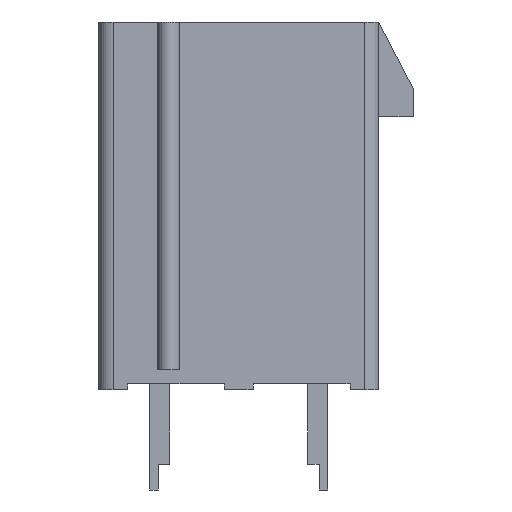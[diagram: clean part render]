
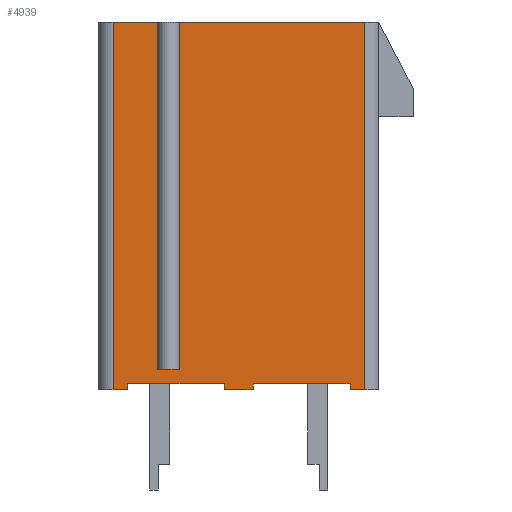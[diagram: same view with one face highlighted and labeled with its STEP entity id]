
A CAD part, left-side view. The second image highlights one B-rep face of the part: STEP entity #4939.
In plain terms, the highlighted planar face has unit normal (-1, 0, 0).
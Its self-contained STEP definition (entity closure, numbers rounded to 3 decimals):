
#76=DIRECTION('',(0.,1.,0.));
#77=VECTOR('',#76,0.75);
#78=CARTESIAN_POINT('',(-21.6,2.075,-12.1));
#79=LINE('',#78,#77);
#413=DIRECTION('',(0.,0.,-1.));
#414=VECTOR('',#413,0.2);
#415=CARTESIAN_POINT('',(-21.6,-0.5,-12.6));
#416=LINE('',#415,#414);
#417=DIRECTION('',(0.,0.,1.));
#418=VECTOR('',#417,12.8);
#419=CARTESIAN_POINT('',(-21.6,4.375,-12.8));
#420=LINE('',#419,#418);
#421=DIRECTION('',(0.,0.,-1.));
#422=VECTOR('',#421,12.1);
#423=CARTESIAN_POINT('',(-21.6,2.075,0.));
#424=LINE('',#423,#422);
#425=DIRECTION('',(0.,0.,1.));
#426=VECTOR('',#425,0.2);
#427=CARTESIAN_POINT('',(-21.6,-3.875,-12.8));
#428=LINE('',#427,#426);
#441=DIRECTION('',(0.,1.,0.));
#442=VECTOR('',#441,3.375);
#443=CARTESIAN_POINT('',(-21.6,0.5,-12.6));
#444=LINE('',#443,#442);
#465=DIRECTION('',(0.,1.,0.));
#466=VECTOR('',#465,3.375);
#467=CARTESIAN_POINT('',(-21.6,-3.875,-12.6));
#468=LINE('',#467,#466);
#493=DIRECTION('',(0.,0.,-1.));
#494=VECTOR('',#493,0.2);
#495=CARTESIAN_POINT('',(-21.6,0.5,-12.6));
#496=LINE('',#495,#494);
#1164=DIRECTION('',(0.,-1.,0.));
#1165=VECTOR('',#1164,0.5);
#1166=CARTESIAN_POINT('',(-21.6,4.375,-12.8));
#1167=LINE('',#1166,#1165);
#1176=DIRECTION('',(0.,-1.,0.));
#1177=VECTOR('',#1176,0.5);
#1178=CARTESIAN_POINT('',(-21.6,-3.875,-12.8));
#1179=LINE('',#1178,#1177);
#1209=DIRECTION('',(0.,1.,0.));
#1210=VECTOR('',#1209,1.);
#1211=CARTESIAN_POINT('',(-21.6,-0.5,-12.8));
#1212=LINE('',#1211,#1210);
#1266=DIRECTION('',(0.,-1.,0.));
#1267=VECTOR('',#1266,6.45);
#1268=CARTESIAN_POINT('',(-21.6,2.075,0.));
#1269=LINE('',#1268,#1267);
#1283=DIRECTION('',(0.,-1.,0.));
#1284=VECTOR('',#1283,1.55);
#1285=CARTESIAN_POINT('',(-21.6,4.375,0.));
#1286=LINE('',#1285,#1284);
#1750=DIRECTION('',(0.,0.,1.));
#1751=VECTOR('',#1750,12.8);
#1752=CARTESIAN_POINT('',(-21.6,-4.375,-12.8));
#1753=LINE('',#1752,#1751);
#1762=DIRECTION('',(0.,0.,-1.));
#1763=VECTOR('',#1762,12.1);
#1764=CARTESIAN_POINT('',(-21.6,2.825,0.));
#1765=LINE('',#1764,#1763);
#3534=DIRECTION('',(0.,0.,1.));
#3535=VECTOR('',#3534,0.2);
#3536=CARTESIAN_POINT('',(-21.6,3.875,-12.8));
#3537=LINE('',#3536,#3535);
#3543=CARTESIAN_POINT('',(-21.6,4.375,0.));
#3545=VERTEX_POINT('',#3543);
#3546=CARTESIAN_POINT('',(-21.6,2.825,0.));
#3547=VERTEX_POINT('',#3546);
#3548=CARTESIAN_POINT('',(-21.6,2.075,0.));
#3549=CARTESIAN_POINT('',(-21.6,-4.375,0.));
#3550=VERTEX_POINT('',#3548);
#3551=VERTEX_POINT('',#3549);
#3650=CARTESIAN_POINT('',(-21.6,2.075,-12.1));
#3651=CARTESIAN_POINT('',(-21.6,2.825,-12.1));
#3652=VERTEX_POINT('',#3650);
#3653=VERTEX_POINT('',#3651);
#3680=CARTESIAN_POINT('',(-21.6,4.375,-12.8));
#3681=VERTEX_POINT('',#3680);
#3682=CARTESIAN_POINT('',(-21.6,3.875,-12.8));
#3683=VERTEX_POINT('',#3682);
#3685=CARTESIAN_POINT('',(-21.6,-3.875,-12.8));
#3687=VERTEX_POINT('',#3685);
#3688=CARTESIAN_POINT('',(-21.6,-4.375,-12.8));
#3689=VERTEX_POINT('',#3688);
#3702=CARTESIAN_POINT('',(-21.6,3.875,-12.6));
#3704=VERTEX_POINT('',#3702);
#3706=CARTESIAN_POINT('',(-21.6,-3.875,-12.6));
#3708=VERTEX_POINT('',#3706);
#4502=CARTESIAN_POINT('',(-21.6,0.5,-12.8));
#4504=VERTEX_POINT('',#4502);
#4508=CARTESIAN_POINT('',(-21.6,-0.5,-12.8));
#4509=VERTEX_POINT('',#4508);
#4518=CARTESIAN_POINT('',(-21.6,0.5,-12.6));
#4520=VERTEX_POINT('',#4518);
#4526=CARTESIAN_POINT('',(-21.6,-0.5,-12.6));
#4528=VERTEX_POINT('',#4526);
#4901=CARTESIAN_POINT('',(-21.6,4.375,0.));
#4902=DIRECTION('',(-1.,0.,0.));
#4903=DIRECTION('',(0.,-1.,0.));
#4904=AXIS2_PLACEMENT_3D('',#4901,#4902,#4903);
#4905=PLANE('',#4904);
#4907=ORIENTED_EDGE('',*,*,#4906,.T.);
#4909=ORIENTED_EDGE('',*,*,#4908,.T.);
#4911=ORIENTED_EDGE('',*,*,#4910,.T.);
#4913=ORIENTED_EDGE('',*,*,#4912,.F.);
#4915=ORIENTED_EDGE('',*,*,#4914,.T.);
#4917=ORIENTED_EDGE('',*,*,#4916,.F.);
#4919=ORIENTED_EDGE('',*,*,#4918,.F.);
#4921=ORIENTED_EDGE('',*,*,#4920,.T.);
#4923=ORIENTED_EDGE('',*,*,#4922,.T.);
#4925=ORIENTED_EDGE('',*,*,#4924,.T.);
#4926=ORIENTED_EDGE('',*,*,#4715,.F.);
#4928=ORIENTED_EDGE('',*,*,#4927,.F.);
#4930=ORIENTED_EDGE('',*,*,#4929,.T.);
#4932=ORIENTED_EDGE('',*,*,#4931,.F.);
#4934=ORIENTED_EDGE('',*,*,#4933,.F.);
#4936=ORIENTED_EDGE('',*,*,#4935,.T.);
#4937=EDGE_LOOP('',(#4907,#4909,#4911,#4913,#4915,#4917,#4919,#4921,#4923,#4925,
#4926,#4928,#4930,#4932,#4934,#4936));
#4938=FACE_OUTER_BOUND('',#4937,.F.);
#4939=ADVANCED_FACE('',(#4938),#4905,.T.);
#4715=EDGE_CURVE('',#3652,#3653,#79,.T.);
#4906=EDGE_CURVE('',#3708,#4528,#468,.T.);
#4908=EDGE_CURVE('',#4528,#4509,#416,.T.);
#4910=EDGE_CURVE('',#4509,#4504,#1212,.T.);
#4912=EDGE_CURVE('',#4520,#4504,#496,.T.);
#4914=EDGE_CURVE('',#4520,#3704,#444,.T.);
#4916=EDGE_CURVE('',#3683,#3704,#3537,.T.);
#4918=EDGE_CURVE('',#3681,#3683,#1167,.T.);
#4920=EDGE_CURVE('',#3681,#3545,#420,.T.);
#4922=EDGE_CURVE('',#3545,#3547,#1286,.T.);
#4924=EDGE_CURVE('',#3547,#3653,#1765,.T.);
#4927=EDGE_CURVE('',#3550,#3652,#424,.T.);
#4929=EDGE_CURVE('',#3550,#3551,#1269,.T.);
#4931=EDGE_CURVE('',#3689,#3551,#1753,.T.);
#4933=EDGE_CURVE('',#3687,#3689,#1179,.T.);
#4935=EDGE_CURVE('',#3687,#3708,#428,.T.);
